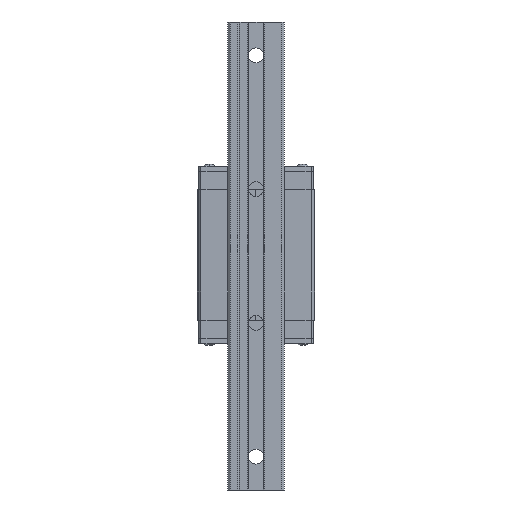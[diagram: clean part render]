
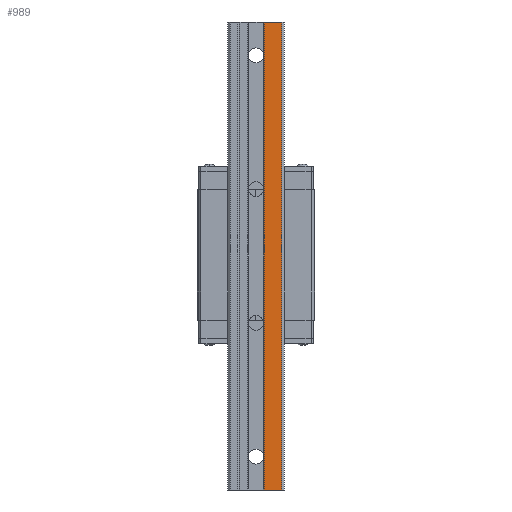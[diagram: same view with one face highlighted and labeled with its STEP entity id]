
A CAD part, front view. The second image highlights one B-rep face of the part: STEP entity #989.
In plain terms, the highlighted planar face has unit normal (0, -1, 0).
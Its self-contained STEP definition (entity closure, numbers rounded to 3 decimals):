
#403 = CARTESIAN_POINT ( 'NONE',  ( 22., 0., 0. ) ) ;
#410 = EDGE_CURVE ( 'NONE', #8620, #4966, #9403, .T. ) ;
#496 = EDGE_LOOP ( 'NONE', ( #8638, #10744, #9733, #7767 ) ) ;
#989 = ADVANCED_FACE ( 'NONE', ( #5863 ), #2742, .T. ) ;
#1075 = VECTOR ( 'NONE', #2268, 1000. ) ;
#1876 = VERTEX_POINT ( 'NONE', #5478 ) ;
#2085 = CARTESIAN_POINT ( 'NONE',  ( 22., 0., -280. ) ) ;
#2268 = DIRECTION ( 'NONE',  ( 0., 0., 1. ) ) ;
#2312 = CARTESIAN_POINT ( 'NONE',  ( 32.5, 0., -280. ) ) ;
#2452 = VECTOR ( 'NONE', #3526, 1000. ) ;
#2625 = CARTESIAN_POINT ( 'NONE',  ( 32.5, 0., -280. ) ) ;
#2742 = PLANE ( 'NONE',  #9807 ) ;
#3381 = VERTEX_POINT ( 'NONE', #3647 ) ;
#3526 = DIRECTION ( 'NONE',  ( 1., 0., 0. ) ) ;
#3587 = DIRECTION ( 'NONE',  ( 0., -1., 0. ) ) ;
#3647 = CARTESIAN_POINT ( 'NONE',  ( 22., 0., 0. ) ) ;
#3656 = LINE ( 'NONE', #6106, #2452 ) ;
#4481 = EDGE_CURVE ( 'NONE', #1876, #8620, #3656, .T. ) ;
#4966 = VERTEX_POINT ( 'NONE', #9082 ) ;
#5399 = EDGE_CURVE ( 'NONE', #1876, #3381, #6334, .T. ) ;
#5478 = CARTESIAN_POINT ( 'NONE',  ( 22., 0., -280. ) ) ;
#5863 = FACE_OUTER_BOUND ( 'NONE', #496, .T. ) ;
#6106 = CARTESIAN_POINT ( 'NONE',  ( 22., 0., -280. ) ) ;
#6334 = LINE ( 'NONE', #2085, #9312 ) ;
#7262 = EDGE_CURVE ( 'NONE', #3381, #4966, #9819, .T. ) ;
#7767 = ORIENTED_EDGE ( 'NONE', *, *, #410, .T. ) ;
#8620 = VERTEX_POINT ( 'NONE', #2625 ) ;
#8638 = ORIENTED_EDGE ( 'NONE', *, *, #7262, .F. ) ;
#8736 = CARTESIAN_POINT ( 'NONE',  ( 22., 0., -280. ) ) ;
#9082 = CARTESIAN_POINT ( 'NONE',  ( 32.5, 0., 0. ) ) ;
#9312 = VECTOR ( 'NONE', #10711, 1000. ) ;
#9403 = LINE ( 'NONE', #2312, #1075 ) ;
#9548 = VECTOR ( 'NONE', #9806, 1000. ) ;
#9617 = DIRECTION ( 'NONE',  ( 0., 0., -1. ) ) ;
#9733 = ORIENTED_EDGE ( 'NONE', *, *, #4481, .T. ) ;
#9806 = DIRECTION ( 'NONE',  ( 1., 0., 0. ) ) ;
#9807 = AXIS2_PLACEMENT_3D ( 'NONE', #8736, #3587, #9617 ) ;
#9819 = LINE ( 'NONE', #403, #9548 ) ;
#10711 = DIRECTION ( 'NONE',  ( 0., 0., 1. ) ) ;
#10744 = ORIENTED_EDGE ( 'NONE', *, *, #5399, .F. ) ;
